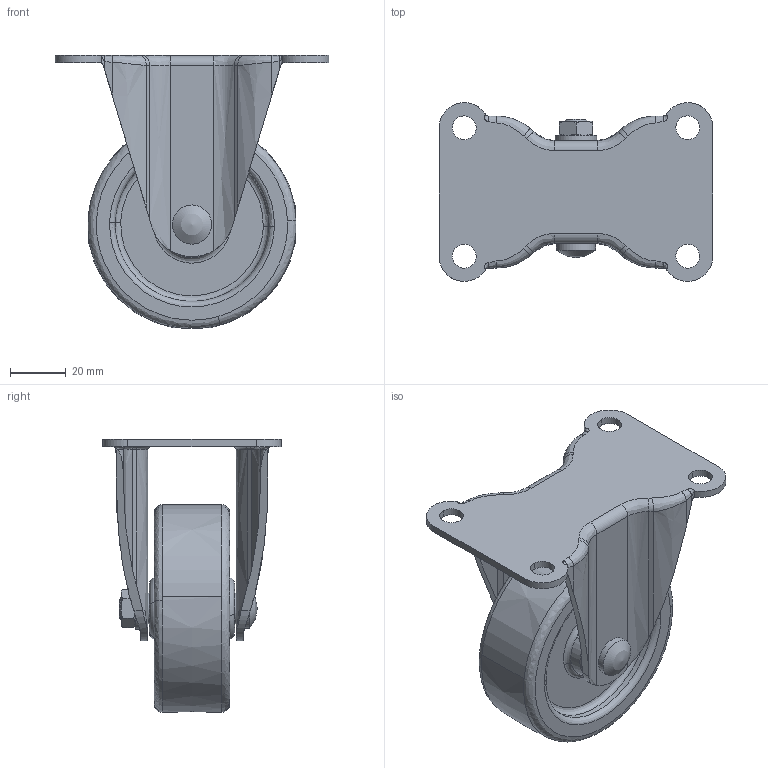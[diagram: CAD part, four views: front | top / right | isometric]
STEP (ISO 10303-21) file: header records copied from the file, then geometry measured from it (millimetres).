
FILE_DESCRIPTION((''),'2;1');
FILE_NAME('','2005-12-16T14:26:27',(''),(''),'','CADfix','');
FILE_SCHEMA(('AUTOMOTIVE_DESIGN'));
Length unit declared in the file: millimetre
Products named in the file (4): wheel; body; axle; No_606JH_P_16971_36
Assembly tree (3 placements, depth 2):
  No_606JH_P_16971_36
    wheel
    body
    axle
Bounding box: 98 x 64 x 97.72 mm (x, y, z)
Volume: 125733.7 mm3; surface area: 42909.6 mm2
Topology: 3 solids, 3 shells, 196 faces, 579 edges, 395 vertices
Faces by surface type: bspline 196
Entity records: 7784 total; most frequent: CARTESIAN_POINT 4682, ORIENTED_EDGE 1150, EDGE_CURVE 575, VERTEX_POINT 395, EDGE_LOOP 220, FACE_OUTER_BOUND 196, ADVANCED_FACE 196, QUASI_UNIFORM_CURVE 138
